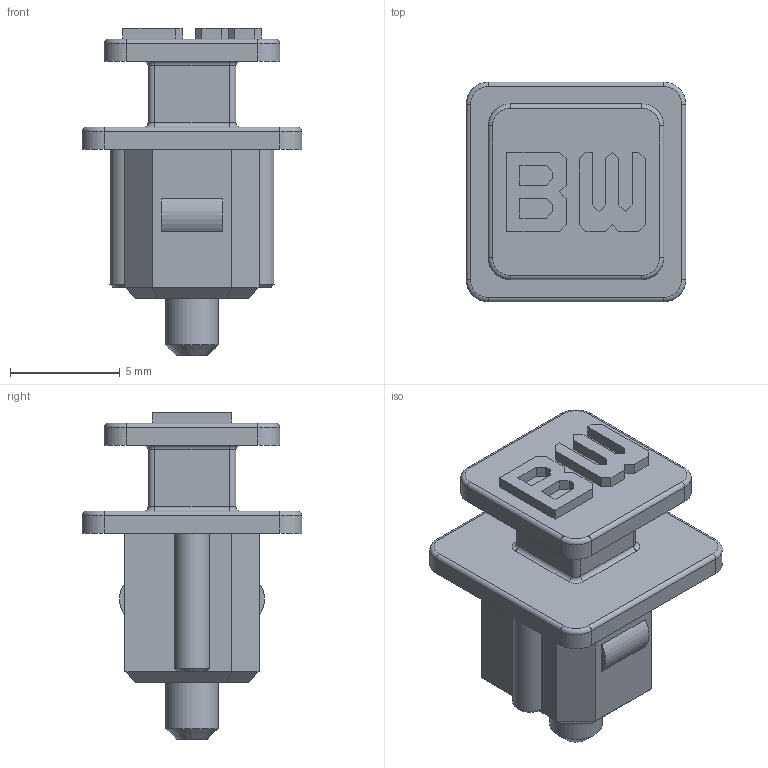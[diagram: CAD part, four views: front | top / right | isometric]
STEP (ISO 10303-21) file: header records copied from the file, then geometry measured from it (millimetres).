
FILE_DESCRIPTION(/* description */ (''),/* implementation_level */ '2;1');
FILE_NAME(/* name */ 'ToslinkBlank.step',/* time_stamp */ '2025-08-03T09:49:57+02:00',/* author */ (''),/* organization */ (''),/* preprocessor_version */ 'ST-DEVELOPER v20.1',/* originating_system */ 'Autodesk Translation Framework v14.10.0.0',/* authorisation */ '');
FILE_SCHEMA (('AUTOMOTIVE_DESIGN { 1 0 10303 214 3 1 1 }'));
Length unit declared in the file: millimetre
Products named in the file (2): ToslinkBlank; Blank
Assembly tree (1 placements, depth 2):
  ToslinkBlank
    Blank
Bounding box: 10 x 10 x 14.9 mm (x, y, z)
Volume: 433.1 mm3; surface area: 675.3 mm2
Topology: 1 solids, 1 shells, 150 faces, 362 edges, 225 vertices
Faces by surface type: plane 98, cylinder 33, torus 16, cone 3
Full cylindrical faces by diameter (mm): 2.4 x1
Entity records: 4355 total; most frequent: DIRECTION 749, CARTESIAN_POINT 748, ORIENTED_EDGE 724, EDGE_CURVE 362, LINE 273, VECTOR 273, AXIS2_PLACEMENT_3D 238, VERTEX_POINT 225
